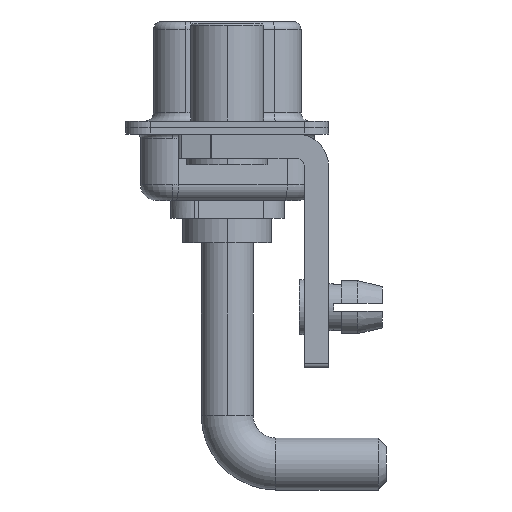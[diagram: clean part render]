
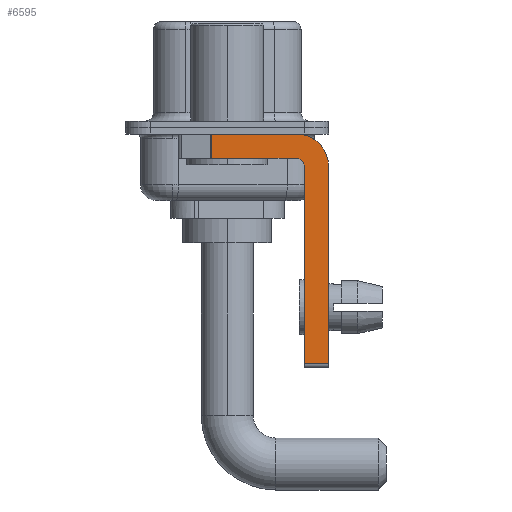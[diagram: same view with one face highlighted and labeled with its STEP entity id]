
A CAD part, left-side view. The second image highlights one B-rep face of the part: STEP entity #6595.
In plain terms, the highlighted planar face has unit normal (-1, 0, 0).
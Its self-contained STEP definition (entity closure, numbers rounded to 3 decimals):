
#1095 = DIRECTION ( 'NONE',  ( 1., 0., 0. ) ) ;
#1295 = LINE ( 'NONE', #4355, #12422 ) ;
#1331 = ORIENTED_EDGE ( 'NONE', *, *, #5329, .F. ) ;
#1370 = CARTESIAN_POINT ( 'NONE',  ( -2.9, -6.25, -2.4 ) ) ;
#2344 = DIRECTION ( 'NONE',  ( 1., 0., 0. ) ) ;
#2562 = CARTESIAN_POINT ( 'NONE',  ( -2.9, -4.75, -14.55 ) ) ;
#3238 = DIRECTION ( 'NONE',  ( 0., 0., 1. ) ) ;
#3511 = VERTEX_POINT ( 'NONE', #19276 ) ;
#3574 = CARTESIAN_POINT ( 'NONE',  ( -2.9, -6.25, -2.4 ) ) ;
#3710 = DIRECTION ( 'NONE',  ( 0., -1., 0. ) ) ;
#3963 = VERTEX_POINT ( 'NONE', #2562 ) ;
#4018 = VECTOR ( 'NONE', #14455, 1000. ) ;
#4355 = CARTESIAN_POINT ( 'NONE',  ( -2.9, -4.25, -1.9 ) ) ;
#4380 = ORIENTED_EDGE ( 'NONE', *, *, #7151, .F. ) ;
#5093 = ORIENTED_EDGE ( 'NONE', *, *, #16823, .F. ) ;
#5138 = ORIENTED_EDGE ( 'NONE', *, *, #6304, .F. ) ;
#5329 = EDGE_CURVE ( 'NONE', #3511, #7703, #1295, .T. ) ;
#5625 = ORIENTED_EDGE ( 'NONE', *, *, #17375, .T. ) ;
#6304 = EDGE_CURVE ( 'NONE', #8298, #3511, #14974, .T. ) ;
#6385 = EDGE_CURVE ( 'NONE', #11864, #9548, #17165, .T. ) ;
#6595 = ADVANCED_FACE ( 'NONE', ( #12818 ), #10125, .F. ) ;
#6634 = LINE ( 'NONE', #15744, #12993 ) ;
#6790 = CARTESIAN_POINT ( 'NONE',  ( -2.9, 3., -0.4 ) ) ;
#6857 = CARTESIAN_POINT ( 'NONE',  ( -2.9, -4.25, -2.4 ) ) ;
#6945 = CARTESIAN_POINT ( 'NONE',  ( -2.9, 0.978, -0.4 ) ) ;
#7151 = EDGE_CURVE ( 'NONE', #16688, #11864, #14698, .T. ) ;
#7154 = DIRECTION ( 'NONE',  ( 0., 0., -1. ) ) ;
#7703 = VERTEX_POINT ( 'NONE', #18681 ) ;
#7953 = CARTESIAN_POINT ( 'NONE',  ( -2.9, -6.25, -14.55 ) ) ;
#7989 = AXIS2_PLACEMENT_3D ( 'NONE', #18162, #8848, #14917 ) ;
#8081 = LINE ( 'NONE', #11168, #11141 ) ;
#8298 = VERTEX_POINT ( 'NONE', #16046 ) ;
#8648 = AXIS2_PLACEMENT_3D ( 'NONE', #6857, #1095, #7154 ) ;
#8848 = DIRECTION ( 'NONE',  ( -1., 0., 0. ) ) ;
#9333 = DIRECTION ( 'NONE',  ( 0., 0., -1. ) ) ;
#9548 = VERTEX_POINT ( 'NONE', #7953 ) ;
#9858 = LINE ( 'NONE', #6790, #12969 ) ;
#9891 = DIRECTION ( 'NONE',  ( 0., 0., -1. ) ) ;
#10125 = PLANE ( 'NONE',  #8648 ) ;
#10613 = DIRECTION ( 'NONE',  ( 0., 1., 0. ) ) ;
#11101 = EDGE_LOOP ( 'NONE', ( #16493, #5625, #1331, #5138, #5093, #18372, #18376, #4380 ) ) ;
#11141 = VECTOR ( 'NONE', #16815, 1000. ) ;
#11168 = CARTESIAN_POINT ( 'NONE',  ( -2.9, 0.978, -1.9 ) ) ;
#11397 = CARTESIAN_POINT ( 'NONE',  ( -2.9, -4.25, -2.4 ) ) ;
#11823 = VECTOR ( 'NONE', #9333, 1000. ) ;
#11864 = VERTEX_POINT ( 'NONE', #1370 ) ;
#12073 = EDGE_CURVE ( 'NONE', #3963, #9548, #18912, .T. ) ;
#12422 = VECTOR ( 'NONE', #10613, 1000. ) ;
#12818 = FACE_OUTER_BOUND ( 'NONE', #11101, .T. ) ;
#12969 = VECTOR ( 'NONE', #3710, 1000. ) ;
#12993 = VECTOR ( 'NONE', #3238, 1000. ) ;
#14455 = DIRECTION ( 'NONE',  ( 0., -1., 0. ) ) ;
#14698 = CIRCLE ( 'NONE', #17521, 2. ) ;
#14888 = CARTESIAN_POINT ( 'NONE',  ( -2.9, -4.25, -0.4 ) ) ;
#14917 = DIRECTION ( 'NONE',  ( 0., 0., 1. ) ) ;
#14974 = CIRCLE ( 'NONE', #7989, 0.5 ) ;
#15610 = EDGE_CURVE ( 'NONE', #18910, #16688, #9858, .T. ) ;
#15744 = CARTESIAN_POINT ( 'NONE',  ( -2.9, -4.75, -14.8 ) ) ;
#16046 = CARTESIAN_POINT ( 'NONE',  ( -2.9, -4.75, -2.4 ) ) ;
#16493 = ORIENTED_EDGE ( 'NONE', *, *, #15610, .F. ) ;
#16688 = VERTEX_POINT ( 'NONE', #14888 ) ;
#16815 = DIRECTION ( 'NONE',  ( 0., 0., -1. ) ) ;
#16823 = EDGE_CURVE ( 'NONE', #3963, #8298, #6634, .T. ) ;
#17165 = LINE ( 'NONE', #3574, #11823 ) ;
#17375 = EDGE_CURVE ( 'NONE', #18910, #7703, #8081, .T. ) ;
#17521 = AXIS2_PLACEMENT_3D ( 'NONE', #11397, #2344, #9891 ) ;
#18162 = CARTESIAN_POINT ( 'NONE',  ( -2.9, -4.25, -2.4 ) ) ;
#18372 = ORIENTED_EDGE ( 'NONE', *, *, #12073, .T. ) ;
#18376 = ORIENTED_EDGE ( 'NONE', *, *, #6385, .F. ) ;
#18681 = CARTESIAN_POINT ( 'NONE',  ( -2.9, 0.978, -1.9 ) ) ;
#18807 = CARTESIAN_POINT ( 'NONE',  ( -2.9, -4.25, -14.55 ) ) ;
#18910 = VERTEX_POINT ( 'NONE', #6945 ) ;
#18912 = LINE ( 'NONE', #18807, #4018 ) ;
#19276 = CARTESIAN_POINT ( 'NONE',  ( -2.9, -4.25, -1.9 ) ) ;
